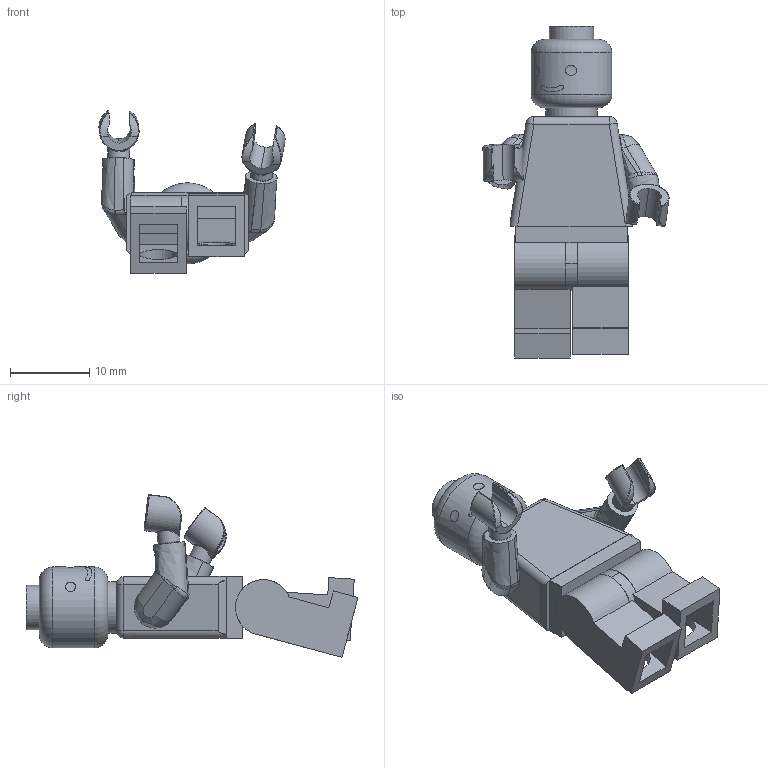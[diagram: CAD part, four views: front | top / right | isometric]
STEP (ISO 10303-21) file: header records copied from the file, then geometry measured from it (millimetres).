
FILE_DESCRIPTION(('HOOPS Exchange Step'),'2;1');
FILE_NAME('LEGO PERSON ASSEMBLY.STP','2020-04-20T22:19:25+20:00',('kelgawly'),('None'),'HOOPS Exchange 2019.0','SOLIDWORKS MBD','None');
FILE_SCHEMA( ('AP242_MANAGED_MODEL_BASED_3D_ENGINEERING_MIM_LF {1 0 10303 442 1 1 4 }') );
Length unit declared in the file: millimetre
Products named in the file (9): Monica's lego hands-1; MiniMonica's lego upper arm-2; Monica's Lego leg-1; Monica's lego upper arm-1; Monica's legohead-1; Monica's Lego Torso-1; Monica's lego hips-1; MiniMonica's Lego leg-2; Default
Bounding box: 23.45 x 41.82 x 20.48 mm (x, y, z)
Volume: 2966.2 mm3; surface area: 4799.8 mm2
Topology: 9 solids, 9 shells, 353 faces, 914 edges, 586 vertices
Faces by surface type: plane 152, cylinder 106, bspline 56, torus 33, sphere 4, cone 2
Full cylindrical faces by diameter (mm): 2.25 x8, 2.4 x2, 2.5 x1, 2.75 x2, 3.2 x1, 3.8 x2, 4.8 x5, 4.9 x1, 5.594 x1, 6.5 x1, 10.2 x1
Entity records: 12775 total; most frequent: CARTESIAN_POINT 4895, ORIENTED_EDGE 1634, DIRECTION 1570, EDGE_CURVE 817, AXIS2_PLACEMENT_3D 594, VERTEX_POINT 529, VECTOR 382, LINE 382
